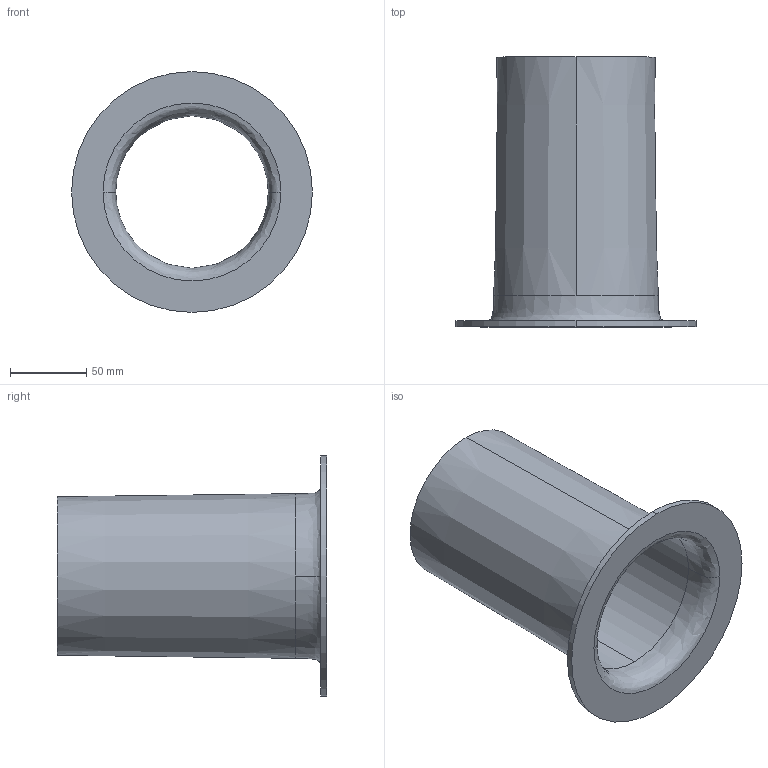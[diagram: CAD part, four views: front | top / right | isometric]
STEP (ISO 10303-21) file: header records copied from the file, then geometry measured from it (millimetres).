
FILE_DESCRIPTION (( 'STEP AP203' ), '1' );
FILE_NAME ('3D_P7654_PN16_108_141461230.STEP', '2024-11-20T10:43:28', ( '' ), ( '' ), 'SwSTEP 2.0', 'SolidWorks 2023', '' );
FILE_SCHEMA (( 'CONFIG_CONTROL_DESIGN' ));
Length unit declared in the file: millimetre
Products named in the file (1): 3D_P7654_PN16_108_141461230
Bounding box: 158 x 177 x 158 mm (x, y, z)
Volume: 216666.6 mm3; surface area: 136144.2 mm2
Topology: 1 solids, 1 shells, 13 faces, 30 edges, 20 vertices
Faces by surface type: bspline 4, cylinder 4, plane 3, cone 2
Entity records: 603 total; most frequent: CARTESIAN_POINT 226, DIRECTION 66, ORIENTED_EDGE 60, EDGE_CURVE 30, AXIS2_PLACEMENT_3D 30, VERTEX_POINT 20, CIRCLE 20, EDGE_LOOP 16
